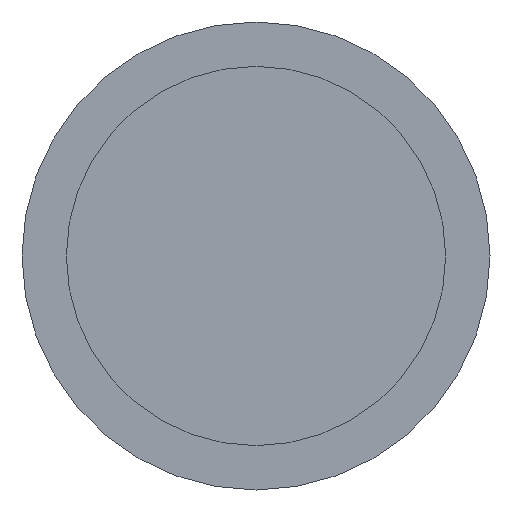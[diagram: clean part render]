
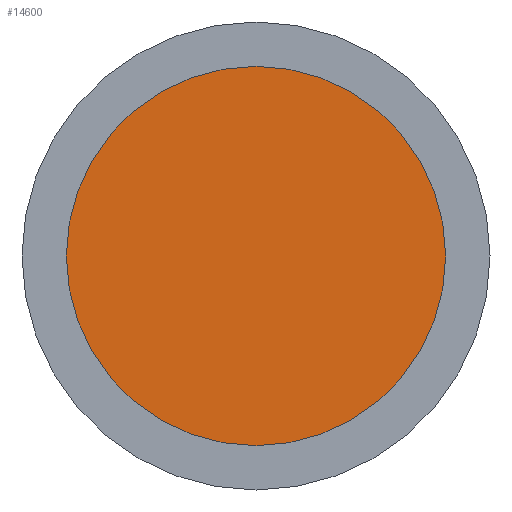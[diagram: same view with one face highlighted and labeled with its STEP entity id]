
A CAD part, left-side view. The second image highlights one B-rep face of the part: STEP entity #14600.
In plain terms, the highlighted planar face has unit normal (-1, 0, 0).
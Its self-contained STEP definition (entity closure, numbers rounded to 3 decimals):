
#1456 = DIRECTION ( 'NONE',  ( 1., 0., 0. ) ) ;
#2764 = ORIENTED_EDGE ( 'NONE', *, *, #23482, .F. ) ;
#3577 = CIRCLE ( 'NONE', #9300, 17.425 ) ;
#4054 = DIRECTION ( 'NONE',  ( -1., 0., 0. ) ) ;
#5281 = CARTESIAN_POINT ( 'NONE',  ( -201.6, 0., 0. ) ) ;
#5691 = AXIS2_PLACEMENT_3D ( 'NONE', #22240, #4054, #14827 ) ;
#5785 = CARTESIAN_POINT ( 'NONE',  ( -201.6, 0., -17.425 ) ) ;
#5836 = CARTESIAN_POINT ( 'NONE',  ( -201.6, 0., 0. ) ) ;
#5963 = FACE_OUTER_BOUND ( 'NONE', #14389, .T. ) ;
#6736 = DIRECTION ( 'NONE',  ( 0., 0., -1. ) ) ;
#7088 = VERTEX_POINT ( 'NONE', #15829 ) ;
#7873 = DIRECTION ( 'NONE',  ( 1., 0., 0. ) ) ;
#8150 = ORIENTED_EDGE ( 'NONE', *, *, #21538, .F. ) ;
#9300 = AXIS2_PLACEMENT_3D ( 'NONE', #5281, #1456, #6736 ) ;
#12070 = VERTEX_POINT ( 'NONE', #5785 ) ;
#13126 = AXIS2_PLACEMENT_3D ( 'NONE', #5836, #7873, #20792 ) ;
#14389 = EDGE_LOOP ( 'NONE', ( #2764, #8150 ) ) ;
#14600 = ADVANCED_FACE ( 'NONE', ( #5963 ), #22356, .T. ) ;
#14827 = DIRECTION ( 'NONE',  ( 0., 0., 1. ) ) ;
#15416 = CIRCLE ( 'NONE', #13126, 17.425 ) ;
#15829 = CARTESIAN_POINT ( 'NONE',  ( -201.6, 0., 17.425 ) ) ;
#20792 = DIRECTION ( 'NONE',  ( 0., 0., -1. ) ) ;
#21538 = EDGE_CURVE ( 'NONE', #7088, #12070, #3577, .T. ) ;
#22240 = CARTESIAN_POINT ( 'NONE',  ( -201.6, 17.425, 0. ) ) ;
#22356 = PLANE ( 'NONE',  #5691 ) ;
#23482 = EDGE_CURVE ( 'NONE', #12070, #7088, #15416, .T. ) ;
